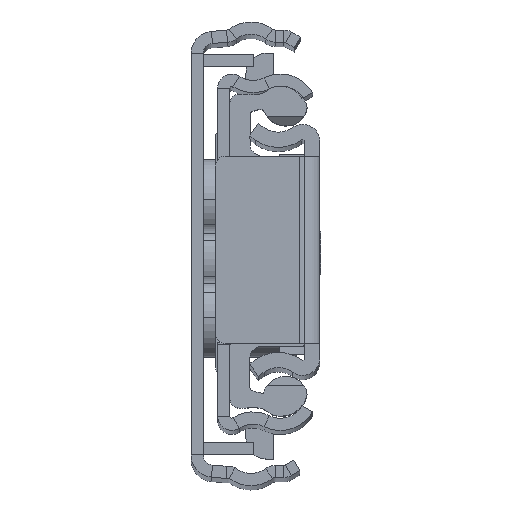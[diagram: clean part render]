
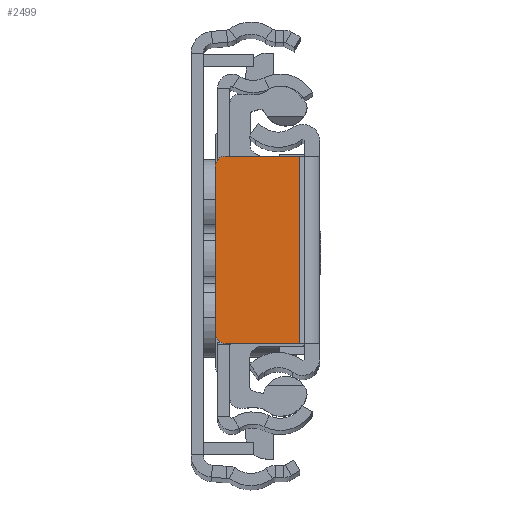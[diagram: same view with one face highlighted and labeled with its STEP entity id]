
A CAD part, top view. The second image highlights one B-rep face of the part: STEP entity #2499.
In plain terms, the highlighted planar face has unit normal (0, 0, 1).
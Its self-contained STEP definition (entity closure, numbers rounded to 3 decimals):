
#251 = CIRCLE ( 'NONE', #6112, 1. ) ;
#256 = LINE ( 'NONE', #20006, #18132 ) ;
#447 = ORIENTED_EDGE ( 'NONE', *, *, #3758, .T. ) ;
#1218 = AXIS2_PLACEMENT_3D ( 'NONE', #9565, #8138, #16127 ) ;
#2499 = ADVANCED_FACE ( 'NONE', ( #11361 ), #16332, .F. ) ;
#2573 = CARTESIAN_POINT ( 'NONE',  ( -9.3, -9.25, 0. ) ) ;
#3023 = LINE ( 'NONE', #14539, #6275 ) ;
#3472 = EDGE_CURVE ( 'NONE', #10238, #8245, #256, .T. ) ;
#3758 = EDGE_CURVE ( 'NONE', #18493, #8567, #251, .T. ) ;
#3880 = ORIENTED_EDGE ( 'NONE', *, *, #8771, .T. ) ;
#4240 = VECTOR ( 'NONE', #14962, 1000. ) ;
#4552 = ORIENTED_EDGE ( 'NONE', *, *, #14532, .T. ) ;
#5145 = EDGE_CURVE ( 'NONE', #8567, #20379, #3023, .T. ) ;
#5228 = DIRECTION ( 'NONE',  ( 0., -1., 0. ) ) ;
#5939 = DIRECTION ( 'NONE',  ( 0., 0., 1. ) ) ;
#6112 = AXIS2_PLACEMENT_3D ( 'NONE', #14302, #18854, #9282 ) ;
#6256 = AXIS2_PLACEMENT_3D ( 'NONE', #20736, #5939, #18998 ) ;
#6275 = VECTOR ( 'NONE', #13112, 1000. ) ;
#8138 = DIRECTION ( 'NONE',  ( 0., 0., -1. ) ) ;
#8245 = VERTEX_POINT ( 'NONE', #11529 ) ;
#8396 = DIRECTION ( 'NONE',  ( -1., 0., 0. ) ) ;
#8509 = LINE ( 'NONE', #11715, #17807 ) ;
#8567 = VERTEX_POINT ( 'NONE', #13888 ) ;
#8598 = ORIENTED_EDGE ( 'NONE', *, *, #5145, .T. ) ;
#8609 = CARTESIAN_POINT ( 'NONE',  ( -9.3, 9.25, 0. ) ) ;
#8771 = EDGE_CURVE ( 'NONE', #14900, #8245, #13657, .T. ) ;
#9282 = DIRECTION ( 'NONE',  ( -1., 0., 0. ) ) ;
#9565 = CARTESIAN_POINT ( 'NONE',  ( 0., 0., 0. ) ) ;
#9570 = ORIENTED_EDGE ( 'NONE', *, *, #3472, .F. ) ;
#10238 = VERTEX_POINT ( 'NONE', #16549 ) ;
#10886 = ORIENTED_EDGE ( 'NONE', *, *, #18498, .T. ) ;
#11361 = FACE_OUTER_BOUND ( 'NONE', #20607, .T. ) ;
#11529 = CARTESIAN_POINT ( 'NONE',  ( -2., -9.25, 0. ) ) ;
#11715 = CARTESIAN_POINT ( 'NONE',  ( 0., 9.25, 0. ) ) ;
#13112 = DIRECTION ( 'NONE',  ( 0., -1., 0. ) ) ;
#13657 = LINE ( 'NONE', #20051, #4240 ) ;
#13888 = CARTESIAN_POINT ( 'NONE',  ( -10.3, 8.25, 0. ) ) ;
#14302 = CARTESIAN_POINT ( 'NONE',  ( -9.3, 8.25, 0. ) ) ;
#14532 = EDGE_CURVE ( 'NONE', #20379, #14900, #17939, .T. ) ;
#14539 = CARTESIAN_POINT ( 'NONE',  ( -10.3, 0., 0. ) ) ;
#14900 = VERTEX_POINT ( 'NONE', #2573 ) ;
#14962 = DIRECTION ( 'NONE',  ( 1., 0., 0. ) ) ;
#16127 = DIRECTION ( 'NONE',  ( -1., 0., 0. ) ) ;
#16332 = PLANE ( 'NONE',  #1218 ) ;
#16549 = CARTESIAN_POINT ( 'NONE',  ( -2., 9.25, 0. ) ) ;
#16563 = CARTESIAN_POINT ( 'NONE',  ( -10.3, -8.25, 0. ) ) ;
#17807 = VECTOR ( 'NONE', #8396, 1000. ) ;
#17939 = CIRCLE ( 'NONE', #6256, 1. ) ;
#18132 = VECTOR ( 'NONE', #5228, 1000. ) ;
#18493 = VERTEX_POINT ( 'NONE', #8609 ) ;
#18498 = EDGE_CURVE ( 'NONE', #10238, #18493, #8509, .T. ) ;
#18854 = DIRECTION ( 'NONE',  ( 0., 0., 1. ) ) ;
#18998 = DIRECTION ( 'NONE',  ( -1., 0., 0. ) ) ;
#20006 = CARTESIAN_POINT ( 'NONE',  ( -2., -9.25, 0. ) ) ;
#20051 = CARTESIAN_POINT ( 'NONE',  ( 0., -9.25, 0. ) ) ;
#20379 = VERTEX_POINT ( 'NONE', #16563 ) ;
#20607 = EDGE_LOOP ( 'NONE', ( #8598, #4552, #3880, #9570, #10886, #447 ) ) ;
#20736 = CARTESIAN_POINT ( 'NONE',  ( -9.3, -8.25, 0. ) ) ;
